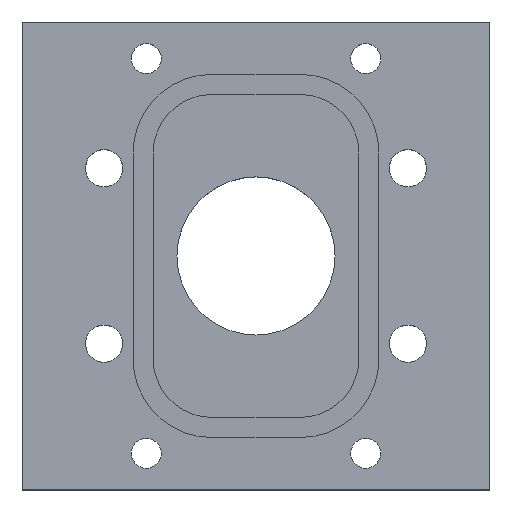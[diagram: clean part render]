
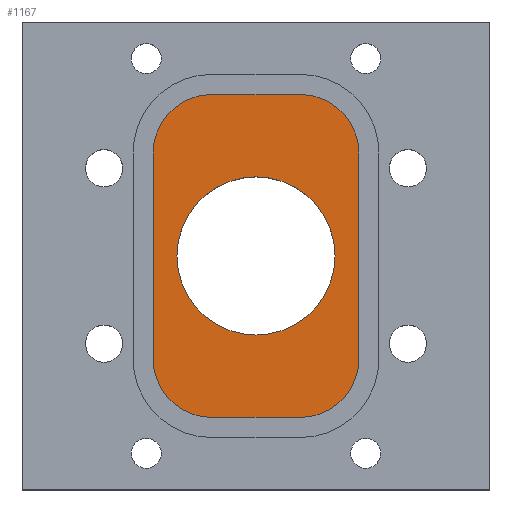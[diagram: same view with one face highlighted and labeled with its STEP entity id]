
A CAD part, top view. The second image highlights one B-rep face of the part: STEP entity #1167.
In plain terms, the highlighted planar face has unit normal (0, 0, 1).
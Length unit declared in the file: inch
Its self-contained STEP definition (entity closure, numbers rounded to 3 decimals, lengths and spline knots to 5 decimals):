
#12 = VERTEX_POINT ( 'NONE', #1607 ) ;
#15 = VECTOR ( 'NONE', #362, 39.37008 ) ;
#52 = CARTESIAN_POINT ( 'NONE',  ( 0.1895, 0.44, 0.25 ) ) ;
#69 = EDGE_CURVE ( 'NONE', #1496, #1426, #127, .T. ) ;
#70 = DIRECTION ( 'NONE',  ( 0., 0., 1. ) ) ;
#71 = CARTESIAN_POINT ( 'NONE',  ( -0.338, 0., 0.25 ) ) ;
#105 = ORIENTED_EDGE ( 'NONE', *, *, #1444, .T. ) ;
#127 = LINE ( 'NONE', #1130, #902 ) ;
#139 = DIRECTION ( 'NONE',  ( -1., 0., 0. ) ) ;
#159 = CARTESIAN_POINT ( 'NONE',  ( 0., 0., 0.25 ) ) ;
#170 = DIRECTION ( 'NONE',  ( 0., 0., 1. ) ) ;
#174 = ORIENTED_EDGE ( 'NONE', *, *, #69, .T. ) ;
#179 = CARTESIAN_POINT ( 'NONE',  ( -0.4395, 0.44, 0.25 ) ) ;
#209 = CARTESIAN_POINT ( 'NONE',  ( 0.1895, -0.69, 0.25 ) ) ;
#248 = AXIS2_PLACEMENT_3D ( 'NONE', #52, #170, #553 ) ;
#256 = VERTEX_POINT ( 'NONE', #290 ) ;
#290 = CARTESIAN_POINT ( 'NONE',  ( -0.1895, -0.69, 0.25 ) ) ;
#326 = EDGE_CURVE ( 'NONE', #439, #1474, #635, .T. ) ;
#335 = AXIS2_PLACEMENT_3D ( 'NONE', #655, #877, #1022 ) ;
#359 = CIRCLE ( 'NONE', #335, 0.25 ) ;
#362 = DIRECTION ( 'NONE',  ( 1., 0., 0. ) ) ;
#379 = DIRECTION ( 'NONE',  ( -1., 0., 0. ) ) ;
#385 = CIRCLE ( 'NONE', #866, 0.25 ) ;
#388 = DIRECTION ( 'NONE',  ( 1., 0., 0. ) ) ;
#439 = VERTEX_POINT ( 'NONE', #71 ) ;
#454 = CARTESIAN_POINT ( 'NONE',  ( 0.338, 0., 0.25 ) ) ;
#464 = EDGE_CURVE ( 'NONE', #977, #1300, #1533, .T. ) ;
#499 = ORIENTED_EDGE ( 'NONE', *, *, #326, .F. ) ;
#515 = AXIS2_PLACEMENT_3D ( 'NONE', #1581, #70, #1060 ) ;
#541 = CIRCLE ( 'NONE', #515, 0.25 ) ;
#545 = DIRECTION ( 'NONE',  ( 0., 0., 1. ) ) ;
#547 = ORIENTED_EDGE ( 'NONE', *, *, #1383, .T. ) ;
#553 = DIRECTION ( 'NONE',  ( -1., 0., 0. ) ) ;
#587 = ORIENTED_EDGE ( 'NONE', *, *, #969, .T. ) ;
#593 = EDGE_CURVE ( 'NONE', #1474, #439, #1438, .T. ) ;
#635 = CIRCLE ( 'NONE', #846, 0.338 ) ;
#653 = DIRECTION ( 'NONE',  ( 0., -1., 0. ) ) ;
#655 = CARTESIAN_POINT ( 'NONE',  ( -0.1895, 0.44, 0.25 ) ) ;
#778 = CARTESIAN_POINT ( 'NONE',  ( -0.4395, -0.44, 0.25 ) ) ;
#782 = EDGE_CURVE ( 'NONE', #1426, #977, #359, .T. ) ;
#826 = CARTESIAN_POINT ( 'NONE',  ( 0.1895, 0.69, 0.25 ) ) ;
#846 = AXIS2_PLACEMENT_3D ( 'NONE', #1172, #545, #388 ) ;
#853 = DIRECTION ( 'NONE',  ( 0., 0., 1. ) ) ;
#866 = AXIS2_PLACEMENT_3D ( 'NONE', #1603, #853, #1358 ) ;
#873 = LINE ( 'NONE', #1641, #15 ) ;
#877 = DIRECTION ( 'NONE',  ( 0., 0., 1. ) ) ;
#902 = VECTOR ( 'NONE', #379, 39.37008 ) ;
#953 = CARTESIAN_POINT ( 'NONE',  ( -0.4395, -0.44, 0.25 ) ) ;
#969 = EDGE_CURVE ( 'NONE', #1351, #1229, #541, .T. ) ;
#977 = VERTEX_POINT ( 'NONE', #179 ) ;
#1022 = DIRECTION ( 'NONE',  ( -1., 0., 0. ) ) ;
#1023 = VECTOR ( 'NONE', #1372, 39.37008 ) ;
#1033 = ORIENTED_EDGE ( 'NONE', *, *, #464, .T. ) ;
#1035 = FACE_OUTER_BOUND ( 'NONE', #1161, .T. ) ;
#1060 = DIRECTION ( 'NONE',  ( 1., 0., 0. ) ) ;
#1079 = EDGE_CURVE ( 'NONE', #256, #1351, #873, .T. ) ;
#1130 = CARTESIAN_POINT ( 'NONE',  ( -0.1895, 0.69, 0.25 ) ) ;
#1138 = DIRECTION ( 'NONE',  ( 0., 0., -1. ) ) ;
#1155 = CARTESIAN_POINT ( 'NONE',  ( 0.4395, -0.44, 0.25 ) ) ;
#1161 = EDGE_LOOP ( 'NONE', ( #547, #1597, #587, #105, #1195, #174, #1499, #1033 ) ) ;
#1167 = ADVANCED_FACE ( 'NONE', ( #1171, #1035 ), #1278, .F. ) ;
#1171 = FACE_BOUND ( 'NONE', #1579, .T. ) ;
#1172 = CARTESIAN_POINT ( 'NONE',  ( 0., 0., 0.25 ) ) ;
#1179 = VECTOR ( 'NONE', #653, 39.37008 ) ;
#1195 = ORIENTED_EDGE ( 'NONE', *, *, #1238, .T. ) ;
#1203 = CIRCLE ( 'NONE', #248, 0.25 ) ;
#1214 = ORIENTED_EDGE ( 'NONE', *, *, #593, .F. ) ;
#1229 = VERTEX_POINT ( 'NONE', #1155 ) ;
#1238 = EDGE_CURVE ( 'NONE', #12, #1496, #1203, .T. ) ;
#1247 = CARTESIAN_POINT ( 'NONE',  ( -0.1895, 0.69, 0.25 ) ) ;
#1278 = PLANE ( 'NONE',  #1288 ) ;
#1288 = AXIS2_PLACEMENT_3D ( 'NONE', #1537, #1138, #139 ) ;
#1300 = VERTEX_POINT ( 'NONE', #953 ) ;
#1351 = VERTEX_POINT ( 'NONE', #209 ) ;
#1358 = DIRECTION ( 'NONE',  ( -1., 0., 0. ) ) ;
#1360 = AXIS2_PLACEMENT_3D ( 'NONE', #159, #1432, #1419 ) ;
#1372 = DIRECTION ( 'NONE',  ( 0., 1., 0. ) ) ;
#1383 = EDGE_CURVE ( 'NONE', #1300, #256, #385, .T. ) ;
#1419 = DIRECTION ( 'NONE',  ( 1., 0., 0. ) ) ;
#1426 = VERTEX_POINT ( 'NONE', #1247 ) ;
#1432 = DIRECTION ( 'NONE',  ( 0., 0., 1. ) ) ;
#1438 = CIRCLE ( 'NONE', #1360, 0.338 ) ;
#1444 = EDGE_CURVE ( 'NONE', #1229, #12, #1482, .T. ) ;
#1474 = VERTEX_POINT ( 'NONE', #454 ) ;
#1482 = LINE ( 'NONE', #1489, #1023 ) ;
#1489 = CARTESIAN_POINT ( 'NONE',  ( 0.4395, -0.44, 0.25 ) ) ;
#1496 = VERTEX_POINT ( 'NONE', #826 ) ;
#1499 = ORIENTED_EDGE ( 'NONE', *, *, #782, .T. ) ;
#1533 = LINE ( 'NONE', #778, #1179 ) ;
#1537 = CARTESIAN_POINT ( 'NONE',  ( 1., 1., 0.25 ) ) ;
#1579 = EDGE_LOOP ( 'NONE', ( #1214, #499 ) ) ;
#1581 = CARTESIAN_POINT ( 'NONE',  ( 0.1895, -0.44, 0.25 ) ) ;
#1597 = ORIENTED_EDGE ( 'NONE', *, *, #1079, .T. ) ;
#1603 = CARTESIAN_POINT ( 'NONE',  ( -0.1895, -0.44, 0.25 ) ) ;
#1607 = CARTESIAN_POINT ( 'NONE',  ( 0.4395, 0.44, 0.25 ) ) ;
#1641 = CARTESIAN_POINT ( 'NONE',  ( -0.1895, -0.69, 0.25 ) ) ;
